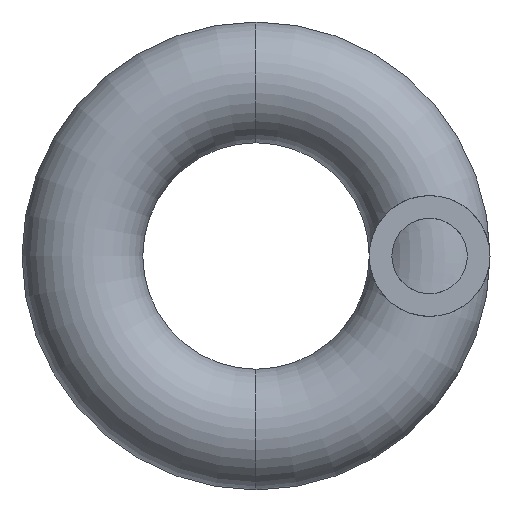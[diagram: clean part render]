
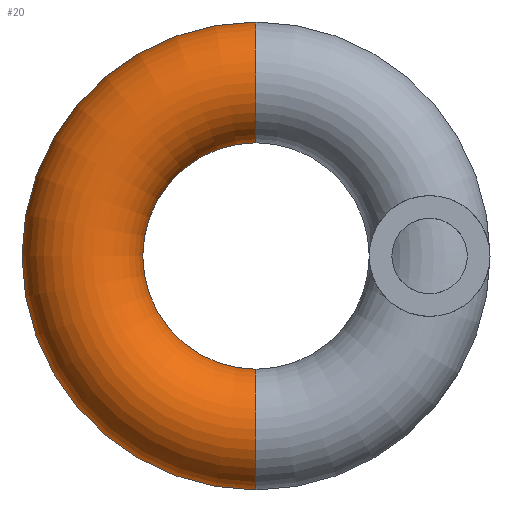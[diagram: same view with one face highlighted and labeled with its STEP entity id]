
A CAD part, left-side view. The second image highlights one B-rep face of the part: STEP entity #20.
In plain terms, the highlighted toroidal (fillet/blend) face has major radius 11.5 mm and minor radius 4 mm.
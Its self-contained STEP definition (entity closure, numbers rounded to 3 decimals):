
#17 = EDGE_CURVE ( 'NONE', #27, #102, #320, .T. ) ;
#20 = ADVANCED_FACE ( 'NONE', ( #311 ), #310, .T. ) ;
#21 = EDGE_LOOP ( 'NONE', ( #22, #116, #118, #119 ) ) ;
#22 = ORIENTED_EDGE ( 'NONE', *, *, #115, .F. ) ;
#27 = VERTEX_POINT ( 'NONE', #220 ) ;
#99 = VERTEX_POINT ( 'NONE', #645 ) ;
#102 = VERTEX_POINT ( 'NONE', #644 ) ;
#115 = EDGE_CURVE ( 'NONE', #124, #99, #485, .T. ) ;
#116 = ORIENTED_EDGE ( 'NONE', *, *, #117, .T. ) ;
#117 = EDGE_CURVE ( 'NONE', #124, #102, #459, .T. ) ;
#118 = ORIENTED_EDGE ( 'NONE', *, *, #17, .F. ) ;
#119 = ORIENTED_EDGE ( 'NONE', *, *, #120, .F. ) ;
#120 = EDGE_CURVE ( 'NONE', #99, #27, #454, .T. ) ;
#124 = VERTEX_POINT ( 'NONE', #558 ) ;
#220 = CARTESIAN_POINT ( 'NONE',  ( 104., 0., -15.5 ) ) ;
#304 = DIRECTION ( 'NONE',  ( 0., 0., -1. ) ) ;
#305 = DIRECTION ( 'NONE',  ( 1., 0., 0. ) ) ;
#306 = CARTESIAN_POINT ( 'NONE',  ( 104., 0., 0. ) ) ;
#307 = AXIS2_PLACEMENT_3D ( 'NONE', #306, #305, #304 ) ;
#310 = TOROIDAL_SURFACE ( 'NONE', #307, 11.5, 4. ) ;
#311 = FACE_OUTER_BOUND ( 'NONE', #21, .T. ) ;
#316 = DIRECTION ( 'NONE',  ( 0., 0., -1. ) ) ;
#317 = DIRECTION ( 'NONE',  ( 1., 0., 0. ) ) ;
#318 = CARTESIAN_POINT ( 'NONE',  ( 104., 0., 0. ) ) ;
#319 = AXIS2_PLACEMENT_3D ( 'NONE', #318, #317, #316 ) ;
#320 = CIRCLE ( 'NONE', #319, 15.5 ) ;
#450 = DIRECTION ( 'NONE',  ( 0., 0., -1. ) ) ;
#451 = DIRECTION ( 'NONE',  ( 0., -1., 0. ) ) ;
#452 = CARTESIAN_POINT ( 'NONE',  ( 104., 0., -11.5 ) ) ;
#453 = AXIS2_PLACEMENT_3D ( 'NONE', #452, #451, #450 ) ;
#454 = CIRCLE ( 'NONE', #453, 4. ) ;
#455 = DIRECTION ( 'NONE',  ( 0., 0., 1. ) ) ;
#456 = DIRECTION ( 'NONE',  ( 0., 1., 0. ) ) ;
#457 = CARTESIAN_POINT ( 'NONE',  ( 104., 0., 11.5 ) ) ;
#458 = AXIS2_PLACEMENT_3D ( 'NONE', #457, #456, #455 ) ;
#459 = CIRCLE ( 'NONE', #458, 4. ) ;
#460 = DIRECTION ( 'NONE',  ( 0., 0., -1. ) ) ;
#461 = DIRECTION ( 'NONE',  ( -1., 0., 0. ) ) ;
#462 = CARTESIAN_POINT ( 'NONE',  ( 104., 0., 0. ) ) ;
#463 = AXIS2_PLACEMENT_3D ( 'NONE', #462, #461, #460 ) ;
#485 = CIRCLE ( 'NONE', #463, 7.5 ) ;
#558 = CARTESIAN_POINT ( 'NONE',  ( 104., 0., 7.5 ) ) ;
#644 = CARTESIAN_POINT ( 'NONE',  ( 104., 0., 15.5 ) ) ;
#645 = CARTESIAN_POINT ( 'NONE',  ( 104., 0., -7.5 ) ) ;
